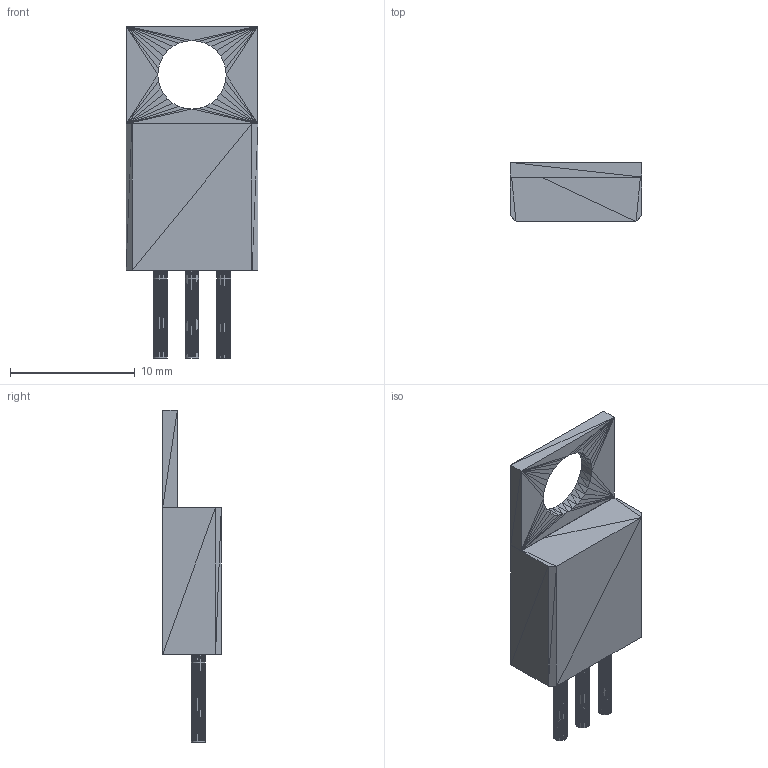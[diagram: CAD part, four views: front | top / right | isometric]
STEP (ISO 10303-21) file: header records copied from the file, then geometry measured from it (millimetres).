
FILE_DESCRIPTION(('STEP AP214'),'1');
FILE_NAME('T03B','2018-02-14T17:25:48',(''),(''),'','','');
FILE_SCHEMA(('AUTOMOTIVE_DESIGN'));
Length unit declared in the file: millimetre
Products named in the file (1): product
Bounding box: 10.54 x 4.7 x 26.57 mm (x, y, z)
Surface area: 863.2 mm2 (no closed solid volume)
Topology: 0 solids, 1072 shells, 1072 faces, 3216 edges, 3216 vertices
Faces by surface type: plane 1072
Entity records: 35444 total; most frequent: CARTESIAN_POINT 7505, DIRECTION 5362, ORIENTED_EDGE 3216, EDGE_CURVE 3216, VERTEX_POINT 3216, LINE 3216, VECTOR 3216, AXIS2_PLACEMENT_3D 1073
